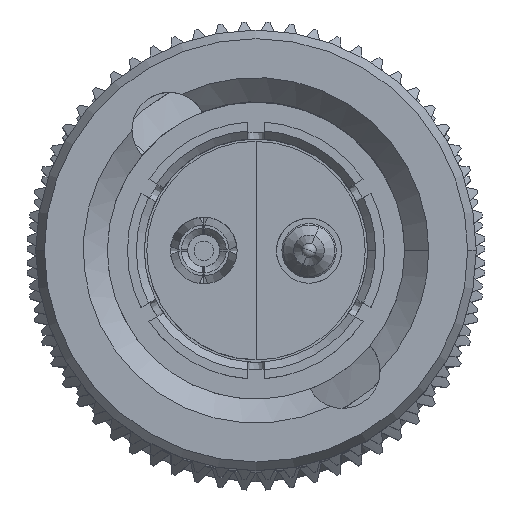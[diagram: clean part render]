
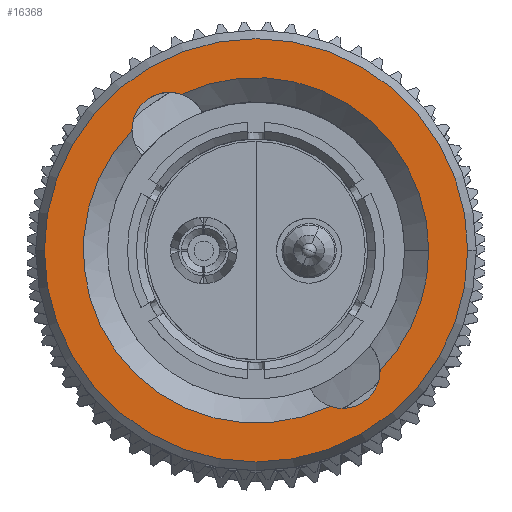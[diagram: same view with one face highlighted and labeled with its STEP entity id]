
A CAD part, top view. The second image highlights one B-rep face of the part: STEP entity #16368.
In plain terms, the highlighted face is planar.
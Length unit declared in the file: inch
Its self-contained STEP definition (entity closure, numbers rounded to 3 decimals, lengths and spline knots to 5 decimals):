
#370 = VERTEX_POINT ( 'NONE', #8886 ) ;
#782 = VERTEX_POINT ( 'NONE', #11497 ) ;
#987 = ORIENTED_EDGE ( 'NONE', *, *, #19851, .T. ) ;
#1003 = ORIENTED_EDGE ( 'NONE', *, *, #13990, .T. ) ;
#1160 = CARTESIAN_POINT ( 'NONE',  ( 0.33873, 0.15021, -0.10789 ) ) ;
#1452 = AXIS2_PLACEMENT_3D ( 'NONE', #15572, #8718, #20360 ) ;
#1670 = ORIENTED_EDGE ( 'NONE', *, *, #9920, .T. ) ;
#1768 = DIRECTION ( 'NONE',  ( 1., 0., 0. ) ) ;
#3215 = VERTEX_POINT ( 'NONE', #17864 ) ;
#3377 = EDGE_CURVE ( 'NONE', #370, #16077, #10981, .T. ) ;
#3442 = VERTEX_POINT ( 'NONE', #9505 ) ;
#4105 = VERTEX_POINT ( 'NONE', #10047 ) ;
#4499 = DIRECTION ( 'NONE',  ( 1., 0., 0. ) ) ;
#5166 = DIRECTION ( 'NONE',  ( 0., 0., -1. ) ) ;
#5970 = CARTESIAN_POINT ( 'NONE',  ( 0.33873, 0., 0. ) ) ;
#6276 = DIRECTION ( 'NONE',  ( 0., 0., -1. ) ) ;
#6829 = CARTESIAN_POINT ( 'NONE',  ( 0.33873, 0., 0.21494 ) ) ;
#6923 = DIRECTION ( 'NONE',  ( 1., 0., 0. ) ) ;
#7238 = CARTESIAN_POINT ( 'NONE',  ( 0.33873, 0., -0.26339 ) ) ;
#7266 = CARTESIAN_POINT ( 'NONE',  ( 0.33873, -0.15021, 0.10789 ) ) ;
#7280 = FACE_BOUND ( 'NONE', #13949, .T. ) ;
#7601 = CARTESIAN_POINT ( 'NONE',  ( 0.33873, 0., 0. ) ) ;
#7930 = DIRECTION ( 'NONE',  ( 0., 0., -1. ) ) ;
#8094 = CIRCLE ( 'NONE', #1452, 0.04645 ) ;
#8289 = CIRCLE ( 'NONE', #17821, 0.04645 ) ;
#8718 = DIRECTION ( 'NONE',  ( 1., 0., 0. ) ) ;
#8832 = EDGE_CURVE ( 'NONE', #16077, #370, #18607, .T. ) ;
#8886 = CARTESIAN_POINT ( 'NONE',  ( 0.33873, 0., 0.26339 ) ) ;
#8916 = DIRECTION ( 'NONE',  ( 1., 0., 0. ) ) ;
#8921 = ORIENTED_EDGE ( 'NONE', *, *, #13928, .T. ) ;
#9022 = DIRECTION ( 'NONE',  ( 1., 0., 0. ) ) ;
#9203 = DIRECTION ( 'NONE',  ( 0., 0., -1. ) ) ;
#9505 = CARTESIAN_POINT ( 'NONE',  ( 0.33873, 0.19403, -0.09247 ) ) ;
#9920 = EDGE_CURVE ( 'NONE', #4105, #17549, #16694, .T. ) ;
#10047 = CARTESIAN_POINT ( 'NONE',  ( 0.33873, -0.19403, 0.09247 ) ) ;
#10076 = EDGE_CURVE ( 'NONE', #17129, #3215, #21772, .T. ) ;
#10130 = AXIS2_PLACEMENT_3D ( 'NONE', #13024, #14475, #6276 ) ;
#10584 = ORIENTED_EDGE ( 'NONE', *, *, #18058, .T. ) ;
#10981 = CIRCLE ( 'NONE', #17361, 0.26339 ) ;
#11083 = EDGE_LOOP ( 'NONE', ( #14437, #17112 ) ) ;
#11092 = AXIS2_PLACEMENT_3D ( 'NONE', #5970, #4499, #16317 ) ;
#11497 = CARTESIAN_POINT ( 'NONE',  ( 0.33873, 0.15021, -0.15434 ) ) ;
#13024 = CARTESIAN_POINT ( 'NONE',  ( 0.33873, 0., -0.26339 ) ) ;
#13131 = CIRCLE ( 'NONE', #21193, 0.21494 ) ;
#13603 = DIRECTION ( 'NONE',  ( 0., 0., 1. ) ) ;
#13664 = CARTESIAN_POINT ( 'NONE',  ( 0.33873, 0., 0. ) ) ;
#13846 = AXIS2_PLACEMENT_3D ( 'NONE', #7266, #8916, #9203 ) ;
#13928 = EDGE_CURVE ( 'NONE', #3442, #17129, #13131, .T. ) ;
#13949 = EDGE_LOOP ( 'NONE', ( #8921, #14275, #987, #1670, #10584, #1003 ) ) ;
#13990 = EDGE_CURVE ( 'NONE', #782, #3442, #8094, .T. ) ;
#14275 = ORIENTED_EDGE ( 'NONE', *, *, #10076, .T. ) ;
#14313 = DIRECTION ( 'NONE',  ( 0., 0., 1. ) ) ;
#14437 = ORIENTED_EDGE ( 'NONE', *, *, #8832, .F. ) ;
#14475 = DIRECTION ( 'NONE',  ( 1., 0., 0. ) ) ;
#14623 = PLANE ( 'NONE',  #10130 ) ;
#14812 = DIRECTION ( 'NONE',  ( 0., 0., -1. ) ) ;
#15572 = CARTESIAN_POINT ( 'NONE',  ( 0.33873, 0.15021, -0.10789 ) ) ;
#15926 = CIRCLE ( 'NONE', #13846, 0.04645 ) ;
#16077 = VERTEX_POINT ( 'NONE', #7238 ) ;
#16140 = AXIS2_PLACEMENT_3D ( 'NONE', #17075, #6923, #5166 ) ;
#16317 = DIRECTION ( 'NONE',  ( 0., 0., 1. ) ) ;
#16368 = ADVANCED_FACE ( 'NONE', ( #20825, #7280 ), #14623, .F. ) ;
#16518 = CARTESIAN_POINT ( 'NONE',  ( 0.33873, 0.14961, -0.15433 ) ) ;
#16677 = DIRECTION ( 'NONE',  ( 1., 0., 0. ) ) ;
#16694 = CIRCLE ( 'NONE', #18319, 0.21494 ) ;
#17075 = CARTESIAN_POINT ( 'NONE',  ( 0.33873, 0., 0. ) ) ;
#17112 = ORIENTED_EDGE ( 'NONE', *, *, #3377, .F. ) ;
#17129 = VERTEX_POINT ( 'NONE', #6829 ) ;
#17361 = AXIS2_PLACEMENT_3D ( 'NONE', #19864, #19937, #7930 ) ;
#17549 = VERTEX_POINT ( 'NONE', #16518 ) ;
#17821 = AXIS2_PLACEMENT_3D ( 'NONE', #1160, #16677, #14812 ) ;
#17864 = CARTESIAN_POINT ( 'NONE',  ( 0.33873, -0.14961, 0.15433 ) ) ;
#18058 = EDGE_CURVE ( 'NONE', #17549, #782, #8289, .T. ) ;
#18319 = AXIS2_PLACEMENT_3D ( 'NONE', #7601, #9022, #14313 ) ;
#18607 = CIRCLE ( 'NONE', #16140, 0.26339 ) ;
#19851 = EDGE_CURVE ( 'NONE', #3215, #4105, #15926, .T. ) ;
#19864 = CARTESIAN_POINT ( 'NONE',  ( 0.33873, 0., 0. ) ) ;
#19937 = DIRECTION ( 'NONE',  ( 1., 0., 0. ) ) ;
#20360 = DIRECTION ( 'NONE',  ( 0., 0., -1. ) ) ;
#20825 = FACE_OUTER_BOUND ( 'NONE', #11083, .T. ) ;
#21193 = AXIS2_PLACEMENT_3D ( 'NONE', #13664, #1768, #13603 ) ;
#21772 = CIRCLE ( 'NONE', #11092, 0.21494 ) ;
